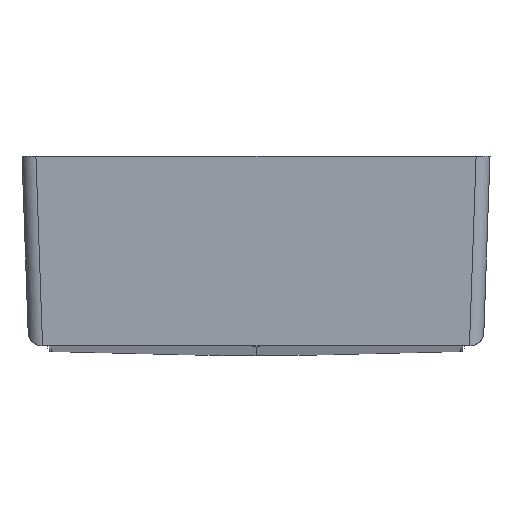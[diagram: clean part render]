
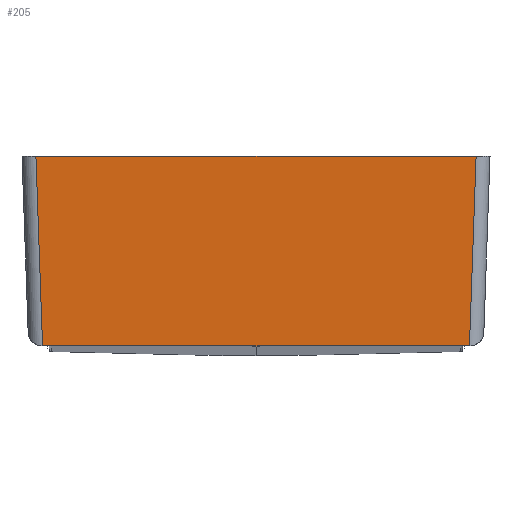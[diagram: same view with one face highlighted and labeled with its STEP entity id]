
A CAD part, left-side view. The second image highlights one B-rep face of the part: STEP entity #205.
In plain terms, the highlighted planar face has unit normal (-0.999, 0, -0.035).
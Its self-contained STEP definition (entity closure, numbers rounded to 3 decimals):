
#205=ADVANCED_FACE('',(#258),#1219,.T.);
#258=FACE_OUTER_BOUND('',#308,.T.);
#308=EDGE_LOOP('',(#379,#380,#381,#382));
#379=ORIENTED_EDGE('',*,*,#610,.T.);
#380=ORIENTED_EDGE('',*,*,#609,.T.);
#381=ORIENTED_EDGE('',*,*,#612,.T.);
#382=ORIENTED_EDGE('',*,*,#611,.T.);
#609=EDGE_CURVE('',#1012,#1009,#837,.T.);
#610=EDGE_CURVE('',#1011,#1012,#838,.T.);
#611=EDGE_CURVE('',#1010,#1011,#839,.T.);
#612=EDGE_CURVE('',#1009,#1010,#840,.T.);
#837=B_SPLINE_CURVE_WITH_KNOTS('',1,(#1540,#1541),.UNSPECIFIED.,.F.,.F.,
(2,2),(5.664,113.312),.UNSPECIFIED.);
#838=B_SPLINE_CURVE_WITH_KNOTS('',1,(#1542,#1543),.UNSPECIFIED.,.F.,.F.,
(2,2),(-319.883,-3.849),.UNSPECIFIED.);
#839=B_SPLINE_CURVE_WITH_KNOTS('',1,(#1544,#1545),.UNSPECIFIED.,.F.,.F.,
(2,2),(0.,107.648),.UNSPECIFIED.);
#840=B_SPLINE_CURVE_WITH_KNOTS('',1,(#1546,#1547),.UNSPECIFIED.,.F.,.F.,
(2,2),(0.,306.536),.UNSPECIFIED.);
#1009=VERTEX_POINT('',#1536);
#1010=VERTEX_POINT('',#1537);
#1011=VERTEX_POINT('',#1538);
#1012=VERTEX_POINT('',#1539);
#1219=PLANE('',#1324);
#1324=AXIS2_PLACEMENT_3D('',#1535,#1356,$);
#1356=DIRECTION('',(-0.999,0.,-0.035));
#1535=CARTESIAN_POINT('',(-718.311,-158.267,151.565));
#1536=CARTESIAN_POINT('',(-713.262,153.268,6.978));
#1537=CARTESIAN_POINT('',(-713.262,-153.268,6.978));
#1538=CARTESIAN_POINT('',(-718.011,-158.017,142.978));
#1539=CARTESIAN_POINT('',(-718.011,158.017,142.978));
#1540=CARTESIAN_POINT('',(-718.011,158.017,142.978));
#1541=CARTESIAN_POINT('',(-713.262,153.268,6.978));
#1542=CARTESIAN_POINT('',(-718.011,-158.017,142.978));
#1543=CARTESIAN_POINT('',(-718.011,158.017,142.978));
#1544=CARTESIAN_POINT('',(-713.262,-153.268,6.978));
#1545=CARTESIAN_POINT('',(-718.011,-158.017,142.978));
#1546=CARTESIAN_POINT('',(-713.262,153.268,6.978));
#1547=CARTESIAN_POINT('',(-713.262,-153.268,6.978));
